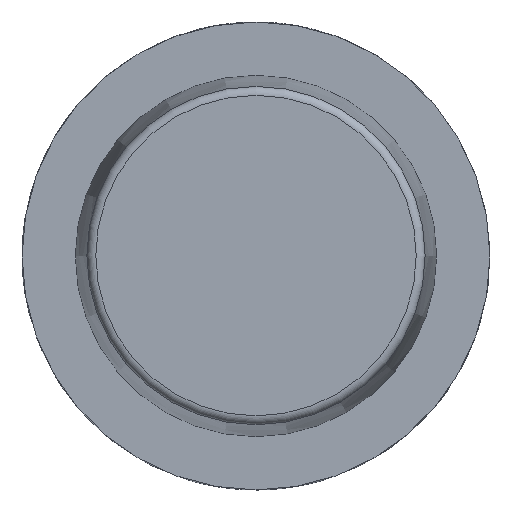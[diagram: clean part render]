
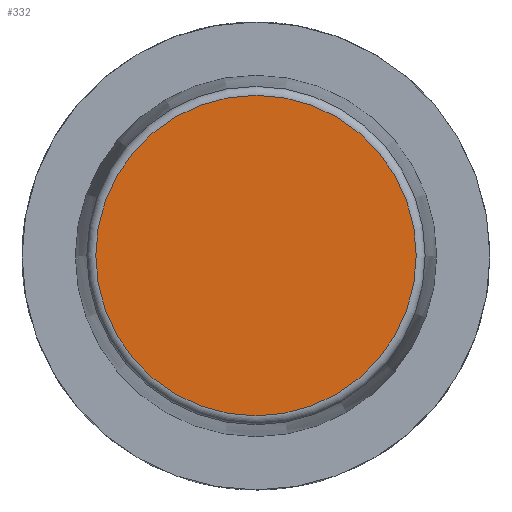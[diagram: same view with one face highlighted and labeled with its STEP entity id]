
A CAD part, top view. The second image highlights one B-rep face of the part: STEP entity #332.
In plain terms, the highlighted planar face has unit normal (0, 0, 1).
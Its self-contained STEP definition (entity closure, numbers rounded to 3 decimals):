
#232=FACE_OUTER_BOUND('',#492,.T.);
#332=ADVANCED_FACE('',(#232),#361,.F.);
#361=PLANE('',#1227);
#492=EDGE_LOOP('',(#778));
#778=ORIENTED_EDGE('',*,*,#1028,.F.);
#885=VERTEX_POINT('',#2132);
#1028=EDGE_CURVE('',#885,#885,#1080,.T.);
#1080=CIRCLE('',#1226,21.575);
#1226=AXIS2_PLACEMENT_3D('',#2131,#1517,#1518);
#1227=AXIS2_PLACEMENT_3D('',#2133,#1519,#1520);
#1517=DIRECTION('',(0.,0.,-1.));
#1518=DIRECTION('',(1.,0.,0.));
#1519=DIRECTION('',(0.,0.,-1.));
#1520=DIRECTION('',(1.,0.,0.));
#2131=CARTESIAN_POINT('',(0.,0.,32.));
#2132=CARTESIAN_POINT('',(21.575,0.,32.));
#2133=CARTESIAN_POINT('',(0.,0.,32.));
